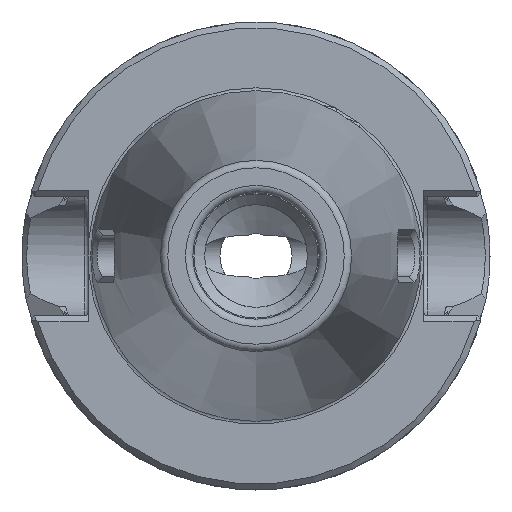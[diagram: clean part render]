
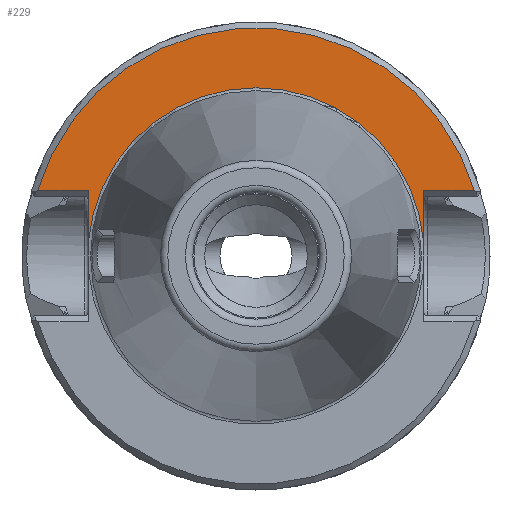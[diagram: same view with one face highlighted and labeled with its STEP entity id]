
A CAD part, left-side view. The second image highlights one B-rep face of the part: STEP entity #229.
In plain terms, the highlighted planar face has unit normal (-1, 0, 0).
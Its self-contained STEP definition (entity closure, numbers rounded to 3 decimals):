
#229 = ADVANCED_FACE( '', ( #511 ), #512, .T. );
#511 = FACE_OUTER_BOUND( '', #905, .T. );
#512 = PLANE( '', #906 );
#905 = EDGE_LOOP( '', ( #1557, #1558, #1559, #1560, #1561, #1562 ) );
#906 = AXIS2_PLACEMENT_3D( '', #1563, #1564, #1565 );
#1557 = ORIENTED_EDGE( '', *, *, #2140, .T. );
#1558 = ORIENTED_EDGE( '', *, *, #2180, .T. );
#1559 = ORIENTED_EDGE( '', *, *, #2023, .T. );
#1560 = ORIENTED_EDGE( '', *, *, #2197, .F. );
#1561 = ORIENTED_EDGE( '', *, *, #2057, .T. );
#1562 = ORIENTED_EDGE( '', *, *, #2198, .T. );
#1563 = CARTESIAN_POINT( '', ( 2., 0., 22.644 ) );
#1564 = DIRECTION( '', ( -1., 0., 0. ) );
#1565 = DIRECTION( '', ( 0., 0., 1. ) );
#2023 = EDGE_CURVE( '', #2403, #2416, #2418, .T. );
#2057 = EDGE_CURVE( '', #2475, #2473, #2476, .T. );
#2140 = EDGE_CURVE( '', #2599, #2603, #2605, .T. );
#2180 = EDGE_CURVE( '', #2603, #2403, #2659, .T. );
#2197 = EDGE_CURVE( '', #2475, #2416, #2681, .T. );
#2198 = EDGE_CURVE( '', #2473, #2599, #2682, .T. );
#2403 = VERTEX_POINT( '', #3067 );
#2416 = VERTEX_POINT( '', #3085 );
#2418 = LINE( '', #3096, #3097 );
#2473 = VERTEX_POINT( '', #3299 );
#2475 = VERTEX_POINT( '', #3302 );
#2476 = LINE( '', #3303, #3304 );
#2599 = VERTEX_POINT( '', #3729 );
#2603 = VERTEX_POINT( '', #3739 );
#2605 = CIRCLE( '', #3744, 30.7 );
#2659 = LINE( '', #3817, #3818 );
#2681 = CIRCLE( '', #3855, 22.644 );
#2682 = LINE( '', #3856, #3857 );
#3067 = CARTESIAN_POINT( '', ( 2., 22.55, 8.85 ) );
#3085 = CARTESIAN_POINT( '', ( 2., 22.55, 2.061 ) );
#3096 = CARTESIAN_POINT( '', ( 2., 22.55, 22.644 ) );
#3097 = VECTOR( '', #4184, 1000. );
#3299 = CARTESIAN_POINT( '', ( 2., -22.55, 8.85 ) );
#3302 = CARTESIAN_POINT( '', ( 2., -22.55, 2.061 ) );
#3303 = CARTESIAN_POINT( '', ( 2., -22.55, 22.644 ) );
#3304 = VECTOR( '', #4209, 1000. );
#3729 = CARTESIAN_POINT( '', ( 2., -29.397, 8.85 ) );
#3739 = CARTESIAN_POINT( '', ( 2., 29.397, 8.85 ) );
#3744 = AXIS2_PLACEMENT_3D( '', #4281, #4282, #4283 );
#3817 = CARTESIAN_POINT( '', ( 2., 0., 8.85 ) );
#3818 = VECTOR( '', #4333, 1000. );
#3855 = AXIS2_PLACEMENT_3D( '', #4349, #4350, #4351 );
#3856 = CARTESIAN_POINT( '', ( 2., 0., 8.85 ) );
#3857 = VECTOR( '', #4352, 1000. );
#4184 = DIRECTION( '', ( 0., 0., -1. ) );
#4209 = DIRECTION( '', ( 0., 0., 1. ) );
#4281 = CARTESIAN_POINT( '', ( 2., 0., 0. ) );
#4282 = DIRECTION( '', ( -1., 0., 0. ) );
#4283 = DIRECTION( '', ( 0., 0., 1. ) );
#4333 = DIRECTION( '', ( 0., -1., 0. ) );
#4349 = CARTESIAN_POINT( '', ( 2., 0., 0. ) );
#4350 = DIRECTION( '', ( -1., 0., 0. ) );
#4351 = DIRECTION( '', ( 0., 0., 1. ) );
#4352 = DIRECTION( '', ( 0., -1., 0. ) );
